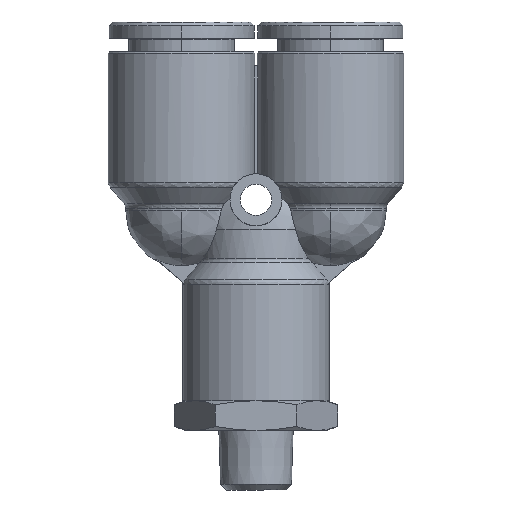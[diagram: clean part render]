
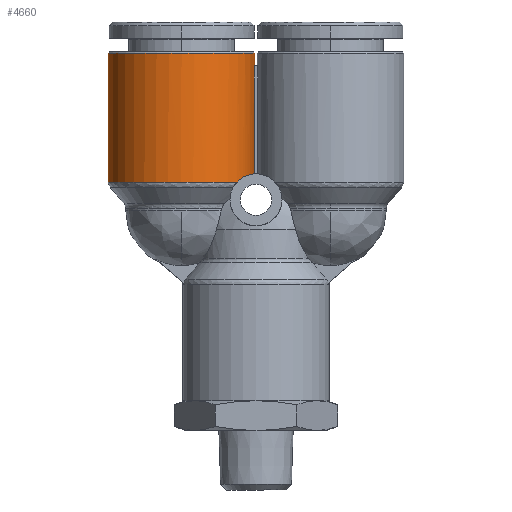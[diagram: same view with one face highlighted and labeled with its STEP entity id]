
A CAD part, front view. The second image highlights one B-rep face of the part: STEP entity #4660.
In plain terms, the highlighted cylindrical face has radius 9.85 mm (diameter 19.7 mm), a partial arc.
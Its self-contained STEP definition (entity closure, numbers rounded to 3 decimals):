
#42 = DIRECTION ( 'NONE',  ( 1., 0., 0. ) ) ;
#50 = EDGE_CURVE ( 'NONE', #23753, #9002, #9461, .T. ) ;
#89 = VECTOR ( 'NONE', #26891, 1000. ) ;
#135 = EDGE_CURVE ( 'NONE', #24937, #6648, #20044, .T. ) ;
#456 = AXIS2_PLACEMENT_3D ( 'NONE', #7563, #5564, #12297 ) ;
#1784 = ORIENTED_EDGE ( 'NONE', *, *, #11965, .T. ) ;
#1939 = CARTESIAN_POINT ( 'NONE',  ( -32.928, -1.5, -0.265 ) ) ;
#1985 = AXIS2_PLACEMENT_3D ( 'NONE', #24502, #6752, #8961 ) ;
#2202 = CARTESIAN_POINT ( 'NONE',  ( -18.413, -1.977, -0.338 ) ) ;
#2304 = CARTESIAN_POINT ( 'NONE',  ( -18.005, -5.271, -1.676 ) ) ;
#2552 = DIRECTION ( 'NONE',  ( 0., 0., -1. ) ) ;
#3877 = EDGE_CURVE ( 'NONE', #10609, #6648, #8517, .T. ) ;
#3962 = CARTESIAN_POINT ( 'NONE',  ( -24.928, 0., -0.15 ) ) ;
#4124 = ORIENTED_EDGE ( 'NONE', *, *, #26646, .T. ) ;
#4328 = CIRCLE ( 'NONE', #1985, 9.85 ) ;
#4419 = CARTESIAN_POINT ( 'NONE',  ( -18.214, -4.454, -1.211 ) ) ;
#4574 = AXIS2_PLACEMENT_3D ( 'NONE', #6781, #24123, #15870 ) ;
#4660 = ADVANCED_FACE ( 'NONE', ( #7387 ), #5614, .T. ) ;
#5377 = CARTESIAN_POINT ( 'NONE',  ( -17.292, -6.479, -2.581 ) ) ;
#5564 = DIRECTION ( 'NONE',  ( -1., 0., 0. ) ) ;
#5614 = CYLINDRICAL_SURFACE ( 'NONE', #10921, 9.85 ) ;
#5666 = LINE ( 'NONE', #27843, #21572 ) ;
#6280 = CARTESIAN_POINT ( 'NONE',  ( -24.928, 0., -10. ) ) ;
#6648 = VERTEX_POINT ( 'NONE', #8249 ) ;
#6752 = DIRECTION ( 'NONE',  ( -1., 0., 0. ) ) ;
#6781 = CARTESIAN_POINT ( 'NONE',  ( -34.628, 0., -10. ) ) ;
#7246 = DIRECTION ( 'NONE',  ( 1., 0., 0. ) ) ;
#7387 = FACE_OUTER_BOUND ( 'NONE', #24404, .T. ) ;
#7563 = CARTESIAN_POINT ( 'NONE',  ( -32.928, 0., -10. ) ) ;
#7595 = DIRECTION ( 'NONE',  ( -1., 0., 0. ) ) ;
#8249 = CARTESIAN_POINT ( 'NONE',  ( -32.928, 0., -0.15 ) ) ;
#8517 = LINE ( 'NONE', #3962, #89 ) ;
#8600 = CARTESIAN_POINT ( 'NONE',  ( -18.172, -4.662, -1.32 ) ) ;
#8961 = DIRECTION ( 'NONE',  ( 0., 0., -1. ) ) ;
#9002 = VERTEX_POINT ( 'NONE', #17704 ) ;
#9461 = LINE ( 'NONE', #25107, #19703 ) ;
#10472 = AXIS2_PLACEMENT_3D ( 'NONE', #20774, #7246, #2552 ) ;
#10609 = VERTEX_POINT ( 'NONE', #17019 ) ;
#10921 = AXIS2_PLACEMENT_3D ( 'NONE', #6280, #42, #27057 ) ;
#11396 = ORIENTED_EDGE ( 'NONE', *, *, #135, .T. ) ;
#11965 = EDGE_CURVE ( 'NONE', #10609, #16022, #23449, .T. ) ;
#12297 = DIRECTION ( 'NONE',  ( 0., 0., -1. ) ) ;
#13420 = CARTESIAN_POINT ( 'NONE',  ( -17.292, -6.479, -2.581 ) ) ;
#15402 = CARTESIAN_POINT ( 'NONE',  ( -18.068, -5.07, -1.552 ) ) ;
#15427 = CARTESIAN_POINT ( 'NONE',  ( -18.418, -1.5, -0.265 ) ) ;
#15690 = CARTESIAN_POINT ( 'NONE',  ( -18.403, -2.446, -0.446 ) ) ;
#15870 = DIRECTION ( 'NONE',  ( 0., 0., -1. ) ) ;
#16022 = VERTEX_POINT ( 'NONE', #20788 ) ;
#17019 = CARTESIAN_POINT ( 'NONE',  ( -34.628, 0., -0.15 ) ) ;
#17704 = CARTESIAN_POINT ( 'NONE',  ( -17.292, 0., -19.85 ) ) ;
#17956 = CARTESIAN_POINT ( 'NONE',  ( -17.777, -5.839, -2.054 ) ) ;
#17983 = VERTEX_POINT ( 'NONE', #5377 ) ;
#18727 = VERTEX_POINT ( 'NONE', #15427 ) ;
#19158 = CIRCLE ( 'NONE', #10472, 9.85 ) ;
#19431 = ORIENTED_EDGE ( 'NONE', *, *, #25154, .T. ) ;
#19703 = VECTOR ( 'NONE', #22591, 1000. ) ;
#20044 = CIRCLE ( 'NONE', #456, 9.85 ) ;
#20774 = CARTESIAN_POINT ( 'NONE',  ( -34.628, 0., -10. ) ) ;
#20788 = CARTESIAN_POINT ( 'NONE',  ( -34.628, -9.85, -10. ) ) ;
#21275 = ORIENTED_EDGE ( 'NONE', *, *, #50, .T. ) ;
#21572 = VECTOR ( 'NONE', #7595, 1000. ) ;
#22353 = B_SPLINE_CURVE_WITH_KNOTS ( 'NONE', 3,
 ( #13420, #24442, #17956, #2304, #15402, #8600, #4419, #29096, #26673, #15690, #2202, #24333 ),
 .UNSPECIFIED., .F., .F.,
 ( 4, 2, 2, 2, 2, 4 ),
 ( 0., 0.001, 0.002, 0.003, 0.004, 0.006 ),
 .UNSPECIFIED. ) ;
#22591 = DIRECTION ( 'NONE',  ( 1., 0., 0. ) ) ;
#23449 = CIRCLE ( 'NONE', #4574, 9.85 ) ;
#23753 = VERTEX_POINT ( 'NONE', #25313 ) ;
#24123 = DIRECTION ( 'NONE',  ( 1., 0., 0. ) ) ;
#24333 = CARTESIAN_POINT ( 'NONE',  ( -18.418, -1.5, -0.265 ) ) ;
#24404 = EDGE_LOOP ( 'NONE', ( #28354, #1784, #25853, #21275, #24640, #4124, #19431, #11396 ) ) ;
#24442 = CARTESIAN_POINT ( 'NONE',  ( -17.577, -6.181, -2.32 ) ) ;
#24502 = CARTESIAN_POINT ( 'NONE',  ( -17.292, 0., -10. ) ) ;
#24640 = ORIENTED_EDGE ( 'NONE', *, *, #27216, .T. ) ;
#24937 = VERTEX_POINT ( 'NONE', #1939 ) ;
#25107 = CARTESIAN_POINT ( 'NONE',  ( -24.928, 0., -19.85 ) ) ;
#25154 = EDGE_CURVE ( 'NONE', #18727, #24937, #5666, .T. ) ;
#25313 = CARTESIAN_POINT ( 'NONE',  ( -34.628, 0., -19.85 ) ) ;
#25853 = ORIENTED_EDGE ( 'NONE', *, *, #27303, .T. ) ;
#26646 = EDGE_CURVE ( 'NONE', #17983, #18727, #22353, .T. ) ;
#26673 = CARTESIAN_POINT ( 'NONE',  ( -18.354, -3.366, -0.731 ) ) ;
#26891 = DIRECTION ( 'NONE',  ( 1., 0., 0. ) ) ;
#27057 = DIRECTION ( 'NONE',  ( 0., 0., -1. ) ) ;
#27216 = EDGE_CURVE ( 'NONE', #9002, #17983, #4328, .T. ) ;
#27303 = EDGE_CURVE ( 'NONE', #16022, #23753, #19158, .T. ) ;
#27843 = CARTESIAN_POINT ( 'NONE',  ( -24.928, -1.5, -0.265 ) ) ;
#28354 = ORIENTED_EDGE ( 'NONE', *, *, #3877, .F. ) ;
#29096 = CARTESIAN_POINT ( 'NONE',  ( -18.316, -3.813, -0.906 ) ) ;
